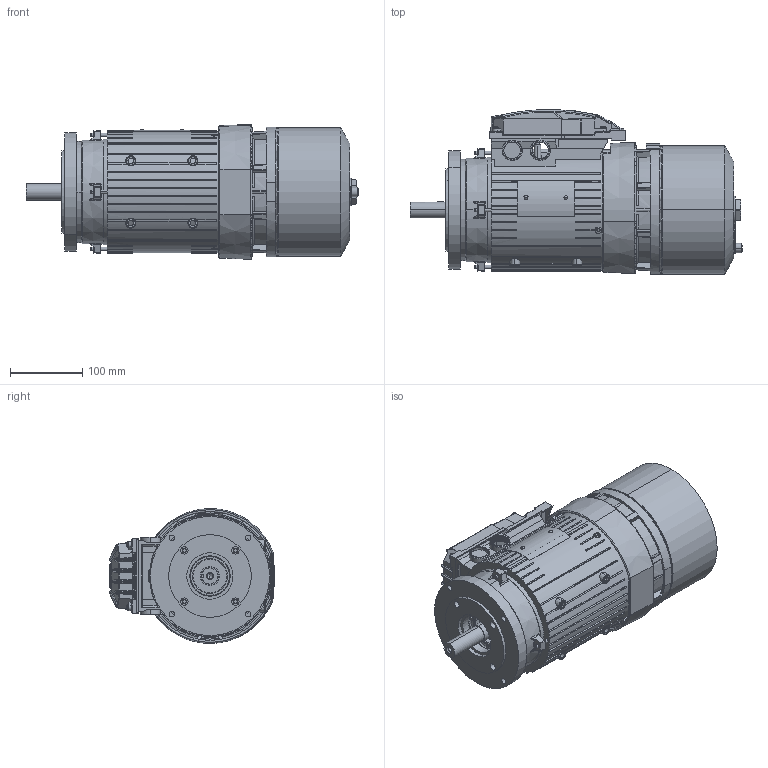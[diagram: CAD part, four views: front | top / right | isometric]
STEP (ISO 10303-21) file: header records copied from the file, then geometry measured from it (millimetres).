
FILE_DESCRIPTION (( 'STEP AP214' ), '1' );
FILE_NAME ('18Q5.STEP', '2024-04-23T22:46:08', ( '' ), ( '' ), 'SwSTEP 2.0', 'SolidWorks 2021', '' );
FILE_SCHEMA (( 'AUTOMOTIVE_DESIGN' ));
Length unit declared in the file: inch
Products named in the file (1): 18Q5
Bounding box: 459.92 x 228.16 x 186.96 mm (x, y, z)
Volume: 8301763.7 mm3; surface area: 669529.5 mm2
Topology: 14 solids, 28 shells, 3356 faces, 9022 edges, 5755 vertices
Faces by surface type: plane 1425, bspline 818, cylinder 768, cone 341, torus 4
Entity records: 152921 total; most frequent: CARTESIAN_POINT 76073, ORIENTED_EDGE 17868, DIRECTION 13288, EDGE_CURVE 8934, VERTEX_POINT 5755, AXIS2_PLACEMENT_3D 4593, LINE 4102, VECTOR 4102
